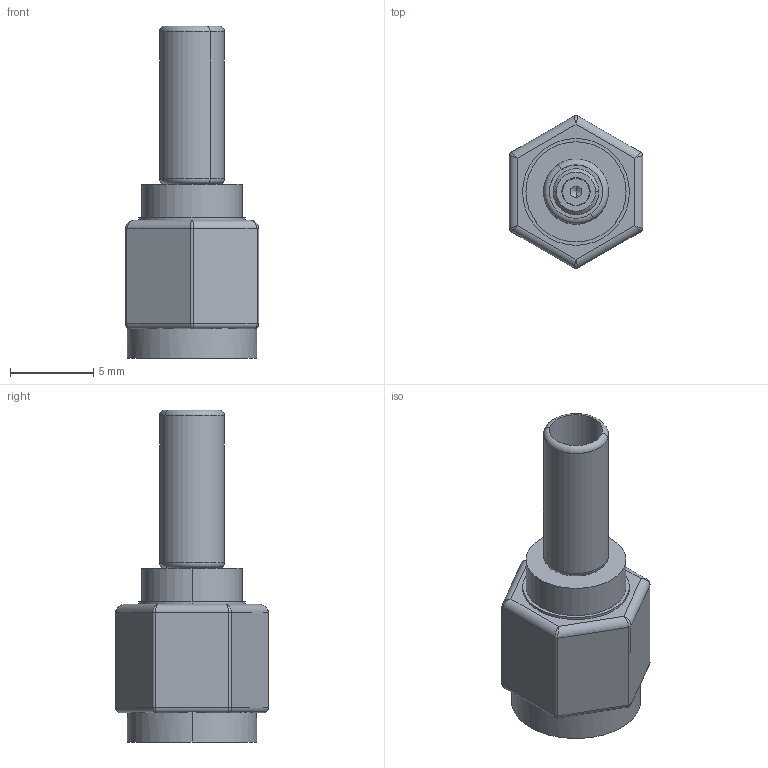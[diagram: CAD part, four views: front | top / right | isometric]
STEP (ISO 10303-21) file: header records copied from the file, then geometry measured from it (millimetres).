
FILE_DESCRIPTION (( 'STEP AP214' ), '1' );
FILE_NAME ('241-CON-SMA-RG174.STEP', '2017-03-03T10:15:26', ( '' ), ( '' ), 'SwSTEP 2.0', 'SolidWorks 2014', '' );
FILE_SCHEMA (( 'AUTOMOTIVE_DESIGN' ));
Length unit declared in the file: millimetre
Products named in the file (4): 9241-CON-SMA-RG174-3; 9241-CON-SMA-RG174-2; 9241-CON-SMA-RG174-1; 241-CON-SMA-RG174
Assembly tree (3 placements, depth 2):
  241-CON-SMA-RG174
    9241-CON-SMA-RG174-1
    9241-CON-SMA-RG174-2
    9241-CON-SMA-RG174-3
Bounding box: 8 x 9.18 x 19.9 mm (x, y, z)
Volume: 447.4 mm3; surface area: 843.3 mm2
Topology: 3 solids, 3 shells, 94 faces, 214 edges, 117 vertices
Faces by surface type: cylinder 48, plane 24, bspline 12, cone 6, torus 4
Entity records: 2981 total; most frequent: CARTESIAN_POINT 881, DIRECTION 416, ORIENTED_EDGE 400, EDGE_CURVE 200, AXIS2_PLACEMENT_3D 168, VERTEX_POINT 117, EDGE_LOOP 105, FACE_OUTER_BOUND 94
